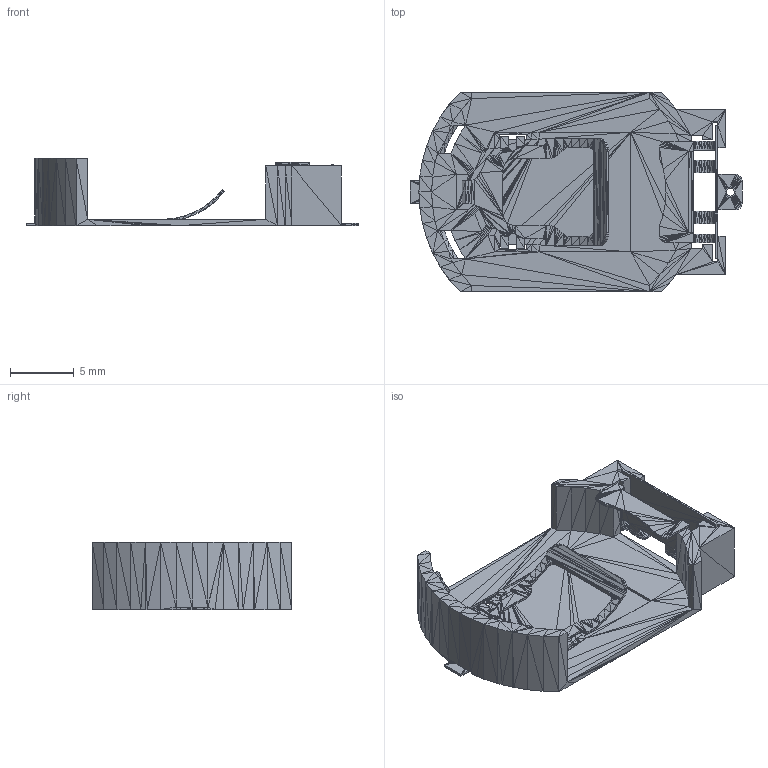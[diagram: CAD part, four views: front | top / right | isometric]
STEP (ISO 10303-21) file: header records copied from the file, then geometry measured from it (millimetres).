
FILE_DESCRIPTION(('auto-generated'),'2;1');
FILE_SCHEMA(('CONFIG_CONTROL_DESIGN'));
Bounding box: 26.1 x 15.7 x 5.31 mm (x, y, z)
Volume: 9.9 mm3; surface area: 1358.7 mm2
Topology: 1 solids, 10 shells, 3002 faces, 4636 edges, 1610 vertices
Faces by surface type: plane 3002
Entity records: 46406 total; most frequent: ORIENTED_EDGE 9006, DIRECTION 6719, LINE 4636, EDGE_CURVE 4636, VECTOR 3129, AXIS2_PLACEMENT_3D 3003, PLANE 3002, EDGE_LOOP 3002
